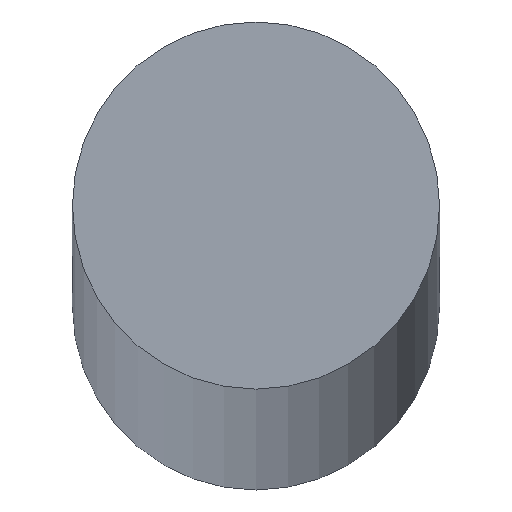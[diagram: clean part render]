
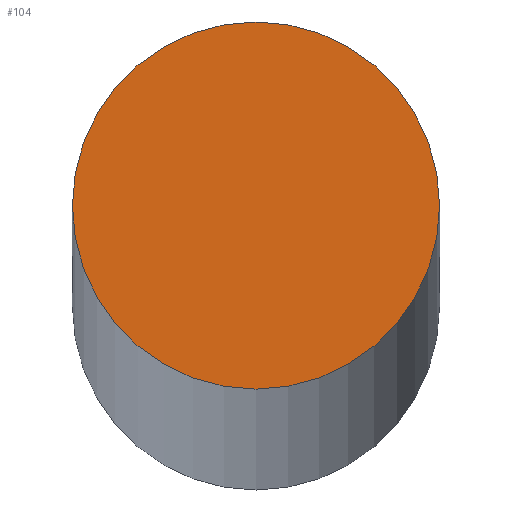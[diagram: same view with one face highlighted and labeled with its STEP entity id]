
A CAD part, top view. The second image highlights one B-rep face of the part: STEP entity #104.
In plain terms, the highlighted planar face has unit normal (0, 0, 1).
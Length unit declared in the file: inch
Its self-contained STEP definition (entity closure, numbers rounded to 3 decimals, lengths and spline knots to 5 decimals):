
#6 = CIRCLE ( 'NONE', #58, 0.125 ) ;
#14 = EDGE_CURVE ( 'NONE', #29, #37, #6, .T. ) ;
#15 = FACE_OUTER_BOUND ( 'NONE', #47, .T. ) ;
#17 = EDGE_CURVE ( 'NONE', #37, #29, #27, .T. ) ;
#27 = CIRCLE ( 'NONE', #108, 0.125 ) ;
#29 = VERTEX_POINT ( 'NONE', #34 ) ;
#34 = CARTESIAN_POINT ( 'NONE',  ( 0.125, 0., 0. ) ) ;
#37 = VERTEX_POINT ( 'NONE', #81 ) ;
#45 = ORIENTED_EDGE ( 'NONE', *, *, #14, .F. ) ;
#47 = EDGE_LOOP ( 'NONE', ( #82, #45 ) ) ;
#53 = CARTESIAN_POINT ( 'NONE',  ( 0., 0., 0. ) ) ;
#58 = AXIS2_PLACEMENT_3D ( 'NONE', #67, #94, #146 ) ;
#59 = AXIS2_PLACEMENT_3D ( 'NONE', #53, #63, #92 ) ;
#63 = DIRECTION ( 'NONE',  ( 0., 0., 1. ) ) ;
#67 = CARTESIAN_POINT ( 'NONE',  ( 0., 0., 0. ) ) ;
#76 = DIRECTION ( 'NONE',  ( 0., 0., -1. ) ) ;
#78 = DIRECTION ( 'NONE',  ( -1., 0., 0. ) ) ;
#81 = CARTESIAN_POINT ( 'NONE',  ( -0.125, 0., 0. ) ) ;
#82 = ORIENTED_EDGE ( 'NONE', *, *, #17, .F. ) ;
#92 = DIRECTION ( 'NONE',  ( 1., 0., 0. ) ) ;
#94 = DIRECTION ( 'NONE',  ( 0., 0., -1. ) ) ;
#104 = ADVANCED_FACE ( 'NONE', ( #15 ), #127, .T. ) ;
#108 = AXIS2_PLACEMENT_3D ( 'NONE', #132, #76, #78 ) ;
#127 = PLANE ( 'NONE',  #59 ) ;
#132 = CARTESIAN_POINT ( 'NONE',  ( 0., 0., 0. ) ) ;
#146 = DIRECTION ( 'NONE',  ( -1., 0., 0. ) ) ;
